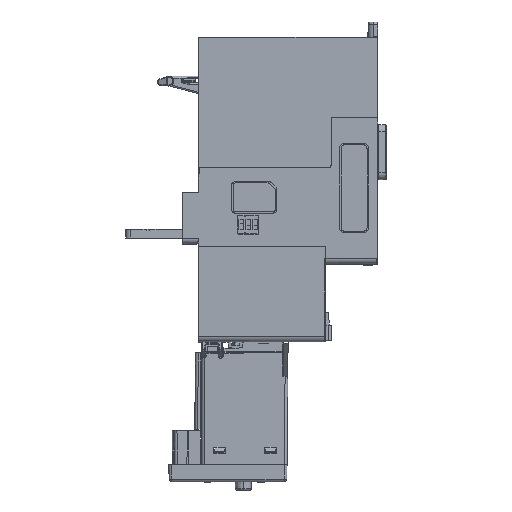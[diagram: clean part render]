
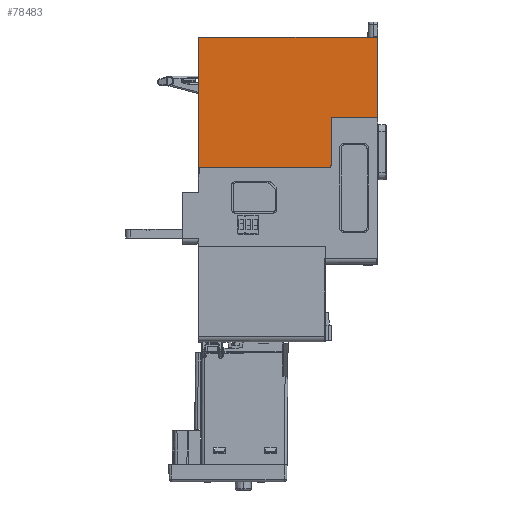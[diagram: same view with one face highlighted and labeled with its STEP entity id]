
A CAD part, left-side view. The second image highlights one B-rep face of the part: STEP entity #78483.
In plain terms, the highlighted planar face has unit normal (-1, 0, 0).
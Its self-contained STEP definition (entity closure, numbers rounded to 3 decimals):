
#57277=DIRECTION('',(0.,1.,0.));
#57278=VECTOR('',#57277,65.2);
#57279=CARTESIAN_POINT('',(-13.55,-34.749,38.197));
#57280=LINE('',#57279,#57278);
#57513=CARTESIAN_POINT('',(-13.55,-16.899,-8.471));
#57514=DIRECTION('',(1.,0.,0.));
#57515=DIRECTION('',(0.,-1.,0.));
#57516=AXIS2_PLACEMENT_3D('',#57513,#57514,#57515);
#57518=DIRECTION('',(0.,1.,0.));
#57519=VECTOR('',#57518,16.85);
#57520=CARTESIAN_POINT('',(-13.55,-34.749,8.73));
#57521=LINE('',#57520,#57519);
#57522=DIRECTION('',(0.,0.,-1.));
#57523=VECTOR('',#57522,17.2);
#57524=CARTESIAN_POINT('',(-13.55,-17.899,8.73));
#57525=LINE('',#57524,#57523);
#59841=DIRECTION('',(0.,0.,1.));
#59842=VECTOR('',#59841,47.667);
#59843=CARTESIAN_POINT('',(-13.55,30.451,-9.471));
#59844=LINE('',#59843,#59842);
#59868=DIRECTION('',(0.,0.,1.));
#59869=VECTOR('',#59868,29.467);
#59870=CARTESIAN_POINT('',(-13.55,-34.749,8.73));
#59871=LINE('',#59870,#59869);
#60093=DIRECTION('',(0.,-1.,0.));
#60094=VECTOR('',#60093,47.35);
#60095=CARTESIAN_POINT('',(-13.55,30.451,-9.471));
#60096=LINE('',#60095,#60094);
#74142=CARTESIAN_POINT('',(-13.55,30.451,-9.471));
#74143=CARTESIAN_POINT('',(-13.55,30.451,38.197));
#74144=VERTEX_POINT('',#74142);
#74145=VERTEX_POINT('',#74143);
#74154=CARTESIAN_POINT('',(-13.55,-34.749,8.73));
#74155=VERTEX_POINT('',#74154);
#74156=CARTESIAN_POINT('',(-13.55,-34.749,38.197));
#74157=VERTEX_POINT('',#74156);
#78062=CARTESIAN_POINT('',(-13.55,-17.899,8.73));
#78063=VERTEX_POINT('',#78062);
#78064=CARTESIAN_POINT('',(-13.55,-16.899,-9.471));
#78066=VERTEX_POINT('',#78064);
#78068=CARTESIAN_POINT('',(-13.55,-17.899,-8.471));
#78069=VERTEX_POINT('',#78068);
#78463=CARTESIAN_POINT('',(-13.55,-35.049,38.197));
#78464=DIRECTION('',(-1.,0.,0.));
#78465=DIRECTION('',(0.,1.,0.));
#78466=AXIS2_PLACEMENT_3D('',#78463,#78464,#78465);
#78467=PLANE('',#78466);
#78469=ORIENTED_EDGE('',*,*,#78468,.T.);
#78471=ORIENTED_EDGE('',*,*,#78470,.F.);
#78473=ORIENTED_EDGE('',*,*,#78472,.T.);
#78474=ORIENTED_EDGE('',*,*,#78254,.F.);
#78476=ORIENTED_EDGE('',*,*,#78475,.F.);
#78478=ORIENTED_EDGE('',*,*,#78477,.T.);
#78480=ORIENTED_EDGE('',*,*,#78479,.T.);
#78481=EDGE_LOOP('',(#78469,#78471,#78473,#78474,#78476,#78478,#78480));
#78482=FACE_OUTER_BOUND('',#78481,.F.);
#78483=ADVANCED_FACE('',(#78482),#78467,.T.);
#57517=CIRCLE('',#57516,1.);
#78254=EDGE_CURVE('',#74157,#74145,#57280,.T.);
#78468=EDGE_CURVE('',#78069,#78066,#57517,.T.);
#78470=EDGE_CURVE('',#74144,#78066,#60096,.T.);
#78472=EDGE_CURVE('',#74144,#74145,#59844,.T.);
#78475=EDGE_CURVE('',#74155,#74157,#59871,.T.);
#78477=EDGE_CURVE('',#74155,#78063,#57521,.T.);
#78479=EDGE_CURVE('',#78063,#78069,#57525,.T.);
